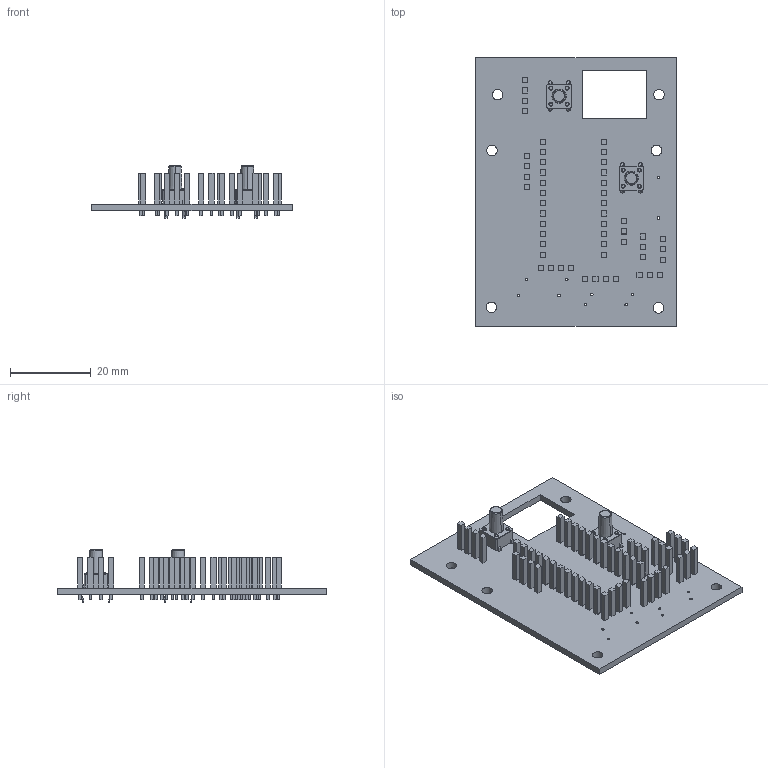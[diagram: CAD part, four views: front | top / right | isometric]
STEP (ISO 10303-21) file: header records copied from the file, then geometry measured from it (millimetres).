
FILE_DESCRIPTION(('Open CASCADE Model'),'2;1');
FILE_NAME('Open CASCADE Shape Model','2017-05-11T20:30:27',('Author'),( 'Open CASCADE'),'Open CASCADE STEP processor 6.5','Open CASCADE 6.5' ,'Unknown');
FILE_SCHEMA(('AUTOMOTIVE_DESIGN { 1 0 10303 214 1 1 1 1 }'));
Length unit declared in the file: millimetre
Products named in the file (18): PCB; Board; B1; 1221796544; Extruded; 1221793856; J3; FSM8JH; T2; T3; J1; P2; P4; P3; T1; J2; P1
Assembly tree (120 placements, depth 4):
  PCB
    Board
    B1
      1221796544  x4
        Extruded
      1221793856  x4
        Extruded
    J3
      FSM8JH
    T2
      1221796544  x4
        Extruded
      1221793856  x4
        Extruded
    T3
      1221796544  x4
        Extruded
      1221793856  x4
        Extruded
    J1
      1221793856  x24
        Extruded
      1221796544  x24
        Extruded
    P2
      1221793856  x3
        Extruded
      1221796544  x3
        Extruded
    P4
      1221793856  x3
        Extruded
      1221796544  x3
        Extruded
    P3
      1221793856  x3
        Extruded
      1221796544  x3
        Extruded
    T1
      1221796544  x4
        Extruded
      1221793856  x4
        Extruded
    J2
      FSM8JH
    P1
      1221793856  x3
        Extruded
      1221796544  x3
        Extruded
Bounding box: 49.78 x 66.55 x 13.01 mm (x, y, z)
Volume: 6082.7 mm3; surface area: 10070.9 mm2
Topology: 107 solids, 107 shells, 1319 faces, 2931 edges, 1814 vertices
Faces by surface type: plane 771, cylinder 348, bspline 196, cone 4
Full cylindrical faces by diameter (mm): 0.61 x10, 0.762 x28, 1 x8, 1.016 x24, 2.6 x6
Entity records: 40135 total; most frequent: CARTESIAN_POINT 19284, DIRECTION 2985, ORIENTED_EDGE 1954, PCURVE 1954, DEFINITIONAL_REPRESENTATION 1954, LINE 1195, VECTOR 1195, B_SPLINE_CURVE_WITH_KNOTS 1004
